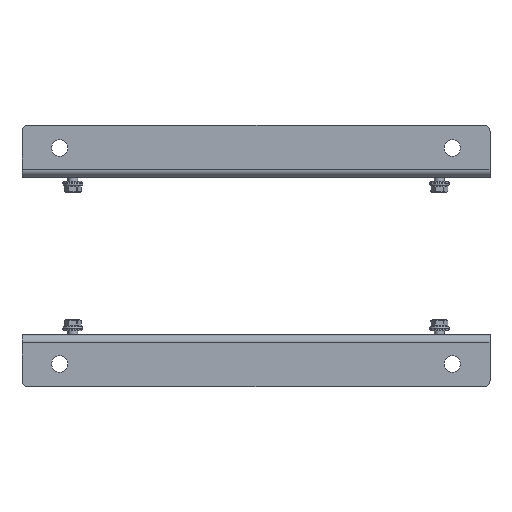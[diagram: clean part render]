
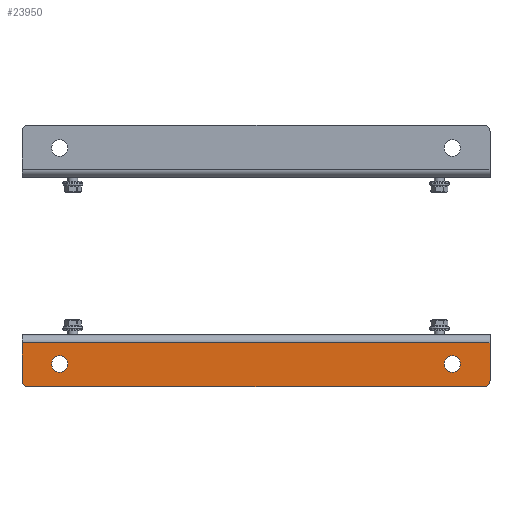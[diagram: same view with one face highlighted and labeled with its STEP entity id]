
A CAD part, top view. The second image highlights one B-rep face of the part: STEP entity #23950.
In plain terms, the highlighted planar face has unit normal (0, 0, 1).
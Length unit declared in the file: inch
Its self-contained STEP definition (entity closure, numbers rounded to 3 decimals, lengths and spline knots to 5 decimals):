
#310 = CARTESIAN_POINT ( 'NONE',  ( 1.44, -0.93824, -1.68976 ) ) ;
#342 = CARTESIAN_POINT ( 'NONE',  ( 0., -1.56324, -1.68976 ) ) ;
#492 = ORIENTED_EDGE ( 'NONE', *, *, #1693, .F. ) ;
#1268 = ORIENTED_EDGE ( 'NONE', *, *, #3509, .F. ) ;
#1693 = EDGE_CURVE ( 'NONE', #13093, #10091, #5246, .T. ) ;
#1836 = LINE ( 'NONE', #4003, #9165 ) ;
#2445 = AXIS2_PLACEMENT_3D ( 'NONE', #310, #21530, #12061 ) ;
#2501 = AXIS2_PLACEMENT_3D ( 'NONE', #14976, #16903, #9116 ) ;
#2790 = EDGE_CURVE ( 'NONE', #11856, #11856, #10956, .T. ) ;
#3064 = DIRECTION ( 'NONE',  ( -1., 0., 0. ) ) ;
#3171 = ORIENTED_EDGE ( 'NONE', *, *, #14962, .F. ) ;
#3509 = EDGE_CURVE ( 'NONE', #16495, #13093, #5604, .T. ) ;
#4003 = CARTESIAN_POINT ( 'NONE',  ( 17.875, -1.81324, -1.68976 ) ) ;
#4584 = DIRECTION ( 'NONE',  ( 1., 0., 0. ) ) ;
#4681 = AXIS2_PLACEMENT_3D ( 'NONE', #8068, #15841, #23624 ) ;
#5173 = EDGE_LOOP ( 'NONE', ( #492, #1268, #21586, #13439, #22654, #3171 ) ) ;
#5246 = CIRCLE ( 'NONE', #20725, 0.25 ) ;
#5604 = LINE ( 'NONE', #21168, #10825 ) ;
#5805 = CIRCLE ( 'NONE', #2501, 0.25 ) ;
#5934 = VERTEX_POINT ( 'NONE', #13908 ) ;
#6855 = LINE ( 'NONE', #24325, #20045 ) ;
#7801 = CIRCLE ( 'NONE', #2445, 0.3125 ) ;
#7907 = DIRECTION ( 'NONE',  ( -1., 0., 0. ) ) ;
#8068 = CARTESIAN_POINT ( 'NONE',  ( 0., -1.81324, -1.68976 ) ) ;
#8566 = FACE_OUTER_BOUND ( 'NONE', #5173, .T. ) ;
#8773 = DIRECTION ( 'NONE',  ( 1., 0., 0. ) ) ;
#8989 = CARTESIAN_POINT ( 'NONE',  ( 17.625, -1.81324, -1.68976 ) ) ;
#9116 = DIRECTION ( 'NONE',  ( -1., 0., 0. ) ) ;
#9165 = VECTOR ( 'NONE', #13346, 39.37008 ) ;
#9276 = DIRECTION ( 'NONE',  ( 0., 1., 0. ) ) ;
#9302 = VERTEX_POINT ( 'NONE', #22437 ) ;
#10091 = VERTEX_POINT ( 'NONE', #342 ) ;
#10565 = CARTESIAN_POINT ( 'NONE',  ( 1.7525, -0.93824, -1.68976 ) ) ;
#10825 = VECTOR ( 'NONE', #7907, 39.37008 ) ;
#10911 = EDGE_CURVE ( 'NONE', #9302, #22914, #12717, .T. ) ;
#10956 = CIRCLE ( 'NONE', #21151, 0.3125 ) ;
#11155 = EDGE_CURVE ( 'NONE', #18613, #18613, #7801, .T. ) ;
#11708 = CARTESIAN_POINT ( 'NONE',  ( 0.25, -1.81324, -1.68976 ) ) ;
#11856 = VERTEX_POINT ( 'NONE', #19642 ) ;
#12061 = DIRECTION ( 'NONE',  ( 1., 0., 0. ) ) ;
#12254 = CARTESIAN_POINT ( 'NONE',  ( 16.435, -0.93824, -1.68976 ) ) ;
#12717 = LINE ( 'NONE', #16945, #15925 ) ;
#12800 = EDGE_LOOP ( 'NONE', ( #13997 ) ) ;
#13093 = VERTEX_POINT ( 'NONE', #11708 ) ;
#13346 = DIRECTION ( 'NONE',  ( 0., -1., 0. ) ) ;
#13439 = ORIENTED_EDGE ( 'NONE', *, *, #22092, .F. ) ;
#13908 = CARTESIAN_POINT ( 'NONE',  ( 17.875, -1.56324, -1.68976 ) ) ;
#13997 = ORIENTED_EDGE ( 'NONE', *, *, #11155, .F. ) ;
#14883 = CARTESIAN_POINT ( 'NONE',  ( 17.875, -0.13, -1.68976 ) ) ;
#14962 = EDGE_CURVE ( 'NONE', #10091, #9302, #6855, .T. ) ;
#14976 = CARTESIAN_POINT ( 'NONE',  ( 17.625, -1.56324, -1.68976 ) ) ;
#15127 = EDGE_CURVE ( 'NONE', #5934, #16495, #5805, .T. ) ;
#15841 = DIRECTION ( 'NONE',  ( 0., 0., -1. ) ) ;
#15925 = VECTOR ( 'NONE', #8773, 39.37008 ) ;
#16495 = VERTEX_POINT ( 'NONE', #8989 ) ;
#16903 = DIRECTION ( 'NONE',  ( 0., 0., -1. ) ) ;
#16945 = CARTESIAN_POINT ( 'NONE',  ( 0., -0.13, -1.68976 ) ) ;
#17004 = DIRECTION ( 'NONE',  ( 0., 0., -1. ) ) ;
#17126 = EDGE_LOOP ( 'NONE', ( #19885 ) ) ;
#18264 = FACE_BOUND ( 'NONE', #12800, .T. ) ;
#18613 = VERTEX_POINT ( 'NONE', #10565 ) ;
#18922 = CARTESIAN_POINT ( 'NONE',  ( 0.25, -1.56324, -1.68976 ) ) ;
#19642 = CARTESIAN_POINT ( 'NONE',  ( 16.7475, -0.93824, -1.68976 ) ) ;
#19670 = PLANE ( 'NONE',  #4681 ) ;
#19885 = ORIENTED_EDGE ( 'NONE', *, *, #2790, .F. ) ;
#20045 = VECTOR ( 'NONE', #9276, 39.37008 ) ;
#20725 = AXIS2_PLACEMENT_3D ( 'NONE', #18922, #17004, #3064 ) ;
#21151 = AXIS2_PLACEMENT_3D ( 'NONE', #12254, #22093, #4584 ) ;
#21168 = CARTESIAN_POINT ( 'NONE',  ( 0., -1.81324, -1.68976 ) ) ;
#21530 = DIRECTION ( 'NONE',  ( 0., 0., 1. ) ) ;
#21586 = ORIENTED_EDGE ( 'NONE', *, *, #15127, .F. ) ;
#22092 = EDGE_CURVE ( 'NONE', #22914, #5934, #1836, .T. ) ;
#22093 = DIRECTION ( 'NONE',  ( 0., 0., 1. ) ) ;
#22098 = FACE_BOUND ( 'NONE', #17126, .T. ) ;
#22437 = CARTESIAN_POINT ( 'NONE',  ( 0., -0.13, -1.68976 ) ) ;
#22654 = ORIENTED_EDGE ( 'NONE', *, *, #10911, .F. ) ;
#22914 = VERTEX_POINT ( 'NONE', #14883 ) ;
#23624 = DIRECTION ( 'NONE',  ( -1., 0., 0. ) ) ;
#23950 = ADVANCED_FACE ( 'NONE', ( #18264, #22098, #8566 ), #19670, .F. ) ;
#24325 = CARTESIAN_POINT ( 'NONE',  ( 0., -1.81324, -1.68976 ) ) ;
